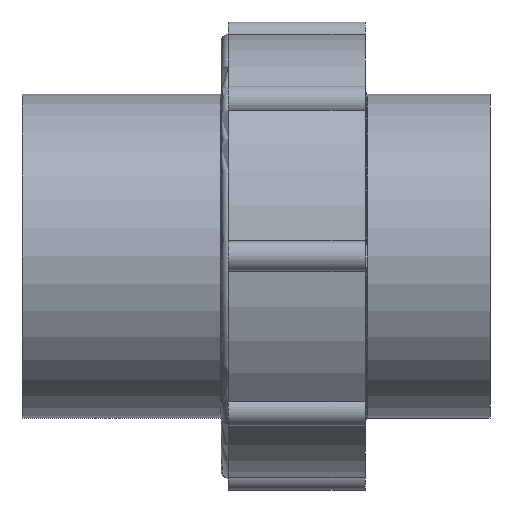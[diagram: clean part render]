
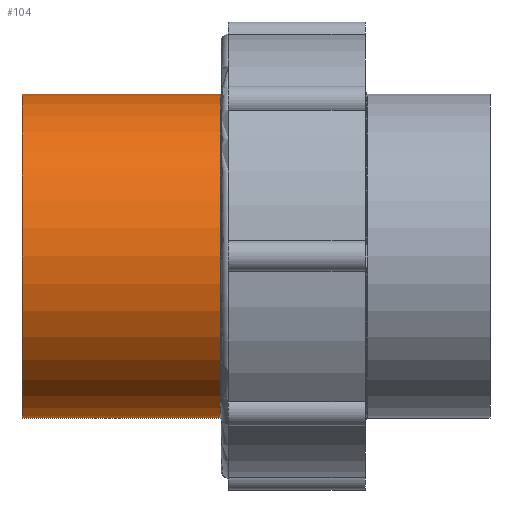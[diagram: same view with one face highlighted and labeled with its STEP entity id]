
A CAD part, front view. The second image highlights one B-rep face of the part: STEP entity #104.
In plain terms, the highlighted cylindrical face has radius 45 mm (diameter 90 mm), a full revolution.
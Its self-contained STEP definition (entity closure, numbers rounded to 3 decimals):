
#104 = ADVANCED_FACE( '', ( #198, #199 ), #200, .T. );
#198 = FACE_OUTER_BOUND( '', #315, .T. );
#199 = FACE_OUTER_BOUND( '', #316, .T. );
#200 = CYLINDRICAL_SURFACE( '', #317, 45. );
#315 = EDGE_LOOP( '', ( #574 ) );
#316 = EDGE_LOOP( '', ( #575 ) );
#317 = AXIS2_PLACEMENT_3D( '', #576, #577, #578 );
#574 = ORIENTED_EDGE( '', *, *, #805, .T. );
#575 = ORIENTED_EDGE( '', *, *, #764, .F. );
#576 = CARTESIAN_POINT( '', ( 130., 0., 0. ) );
#577 = DIRECTION( '', ( -1., 0., 0. ) );
#578 = DIRECTION( '', ( 0., 0., -1. ) );
#764 = EDGE_CURVE( '', #904, #904, #905, .T. );
#805 = EDGE_CURVE( '', #967, #967, #968, .T. );
#904 = VERTEX_POINT( '', #1096 );
#905 = CIRCLE( '', #1097, 45. );
#967 = VERTEX_POINT( '', #1178 );
#968 = CIRCLE( '', #1179, 45. );
#1096 = CARTESIAN_POINT( '', ( 55., 0., -45. ) );
#1097 = AXIS2_PLACEMENT_3D( '', #1300, #1301, #1302 );
#1178 = CARTESIAN_POINT( '', ( 0., 0., -45. ) );
#1179 = AXIS2_PLACEMENT_3D( '', #1403, #1404, #1405 );
#1300 = CARTESIAN_POINT( '', ( 55., 0., 0. ) );
#1301 = DIRECTION( '', ( 1., 0., 0. ) );
#1302 = DIRECTION( '', ( 0., 0., -1. ) );
#1403 = CARTESIAN_POINT( '', ( 0., 0., 0. ) );
#1404 = DIRECTION( '', ( 1., 0., 0. ) );
#1405 = DIRECTION( '', ( 0., 0., -1. ) );
